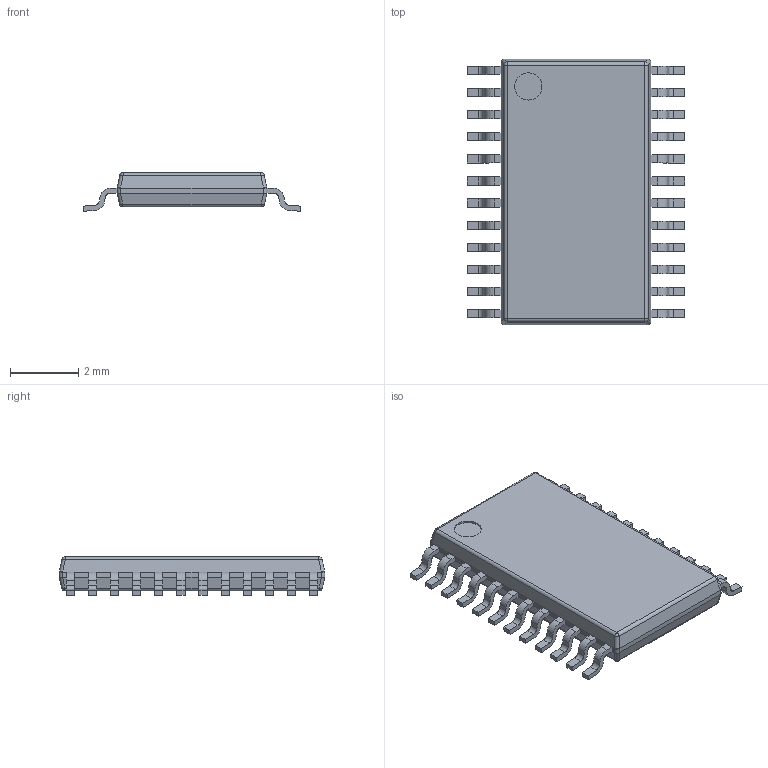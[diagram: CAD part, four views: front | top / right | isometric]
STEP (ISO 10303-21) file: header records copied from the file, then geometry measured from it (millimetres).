
FILE_DESCRIPTION((''),'2;1');
FILE_NAME('PWP0024C_ASM','2021-07-23T07:33:02',('a0412086'),(''),'CREO PARAMETRIC BY PTC INC, 2018500','CREO PARAMETRIC BY PTC INC, 2018500','');
FILE_SCHEMA(('CONFIG_CONTROL_DESIGN','SHAPE_APPEARANCE_LAYERS_GROUPS'));
Length unit declared in the file: millimetre
Products named in the file (4): BODY-TSSOP; LEAD-TSSOP; DAP; PWP0024C_ASM
Assembly tree (26 placements, depth 2):
  PWP0024C_ASM
    BODY-TSSOP
    LEAD-TSSOP  x24
    DAP
Bounding box: 6.4 x 7.8 x 1.13 mm (x, y, z)
Volume: 34.4 mm3; surface area: 127.8 mm2
Topology: 26 solids, 26 shells, 408 faces, 1038 edges, 684 vertices
Faces by surface type: plane 282, cylinder 118, sphere 8
Entity records: 3494 total; most frequent: CARTESIAN_POINT 550, DIRECTION 454, ORIENTED_EDGE 420, PRESENTATION_STYLE_ASSIGNMENT 213, STYLED_ITEM 213, CURVE_STYLE 210, EDGE_CURVE 210, AXIS2_PLACEMENT_3D 152
